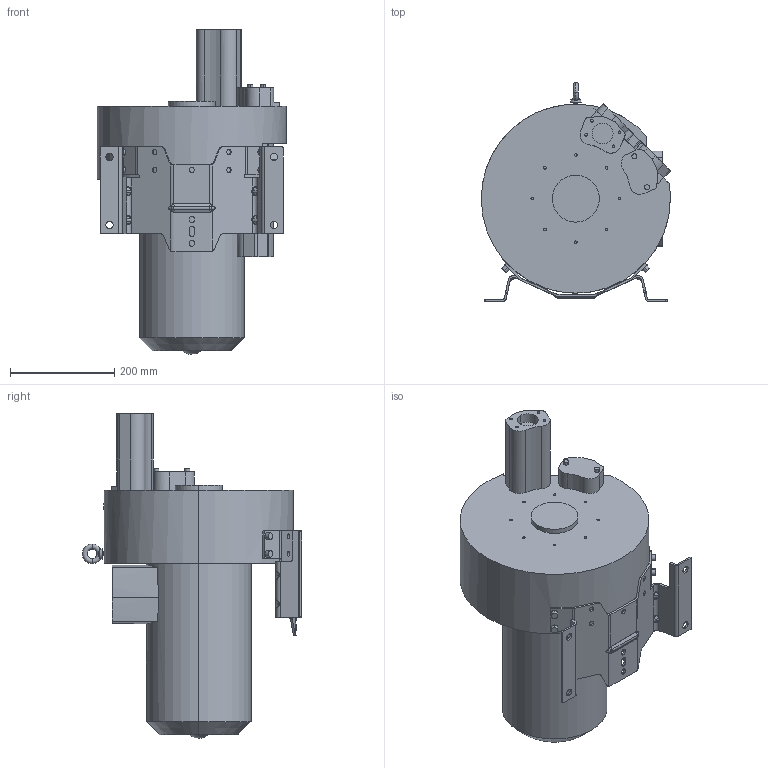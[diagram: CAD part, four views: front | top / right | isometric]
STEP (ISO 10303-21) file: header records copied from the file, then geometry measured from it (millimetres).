
FILE_DESCRIPTION(/* description */ (''),/* implementation_level */ '2;1');
FILE_NAME(/* name */ '4RB420-0AP41-1.stp',/* time_stamp */ '2025-11-03T12:37:16+08:00',/* author */ (''),/* organization */ (''),/* preprocessor_version */ 'ST-DEVELOPER v16.7',/* originating_system */ 'SIEMENS PLM Software NX 12.0',/* authorisation */ '');
FILE_SCHEMA (('AP203_CONFIGURATION_CONTROLLED_3D_DESIGN_OF_MECHANICAL_PARTS_AND_ASSEMBLIES_MIM_LF { 1 0 10303 403 2 1 2}'));
Length unit declared in the file: millimetre
Products named in the file (1): Admi16289D814puz
Bounding box: 362.67 x 419.71 x 621.39 mm (x, y, z)
Volume: 27091824.6 mm3; surface area: 869539.7 mm2
Topology: 1 solids, 1 shells, 603 faces, 1570 edges, 1008 vertices
Faces by surface type: cylinder 289, plane 200, bspline 88, torus 14, cone 7, sphere 5
Entity records: 23475 total; most frequent: CARTESIAN_POINT 9249, ORIENTED_EDGE 3136, DIRECTION 2700, EDGE_CURVE 1568, AXIS2_PLACEMENT_3D 1021, VERTEX_POINT 1007, EDGE_LOOP 675, LINE 658
